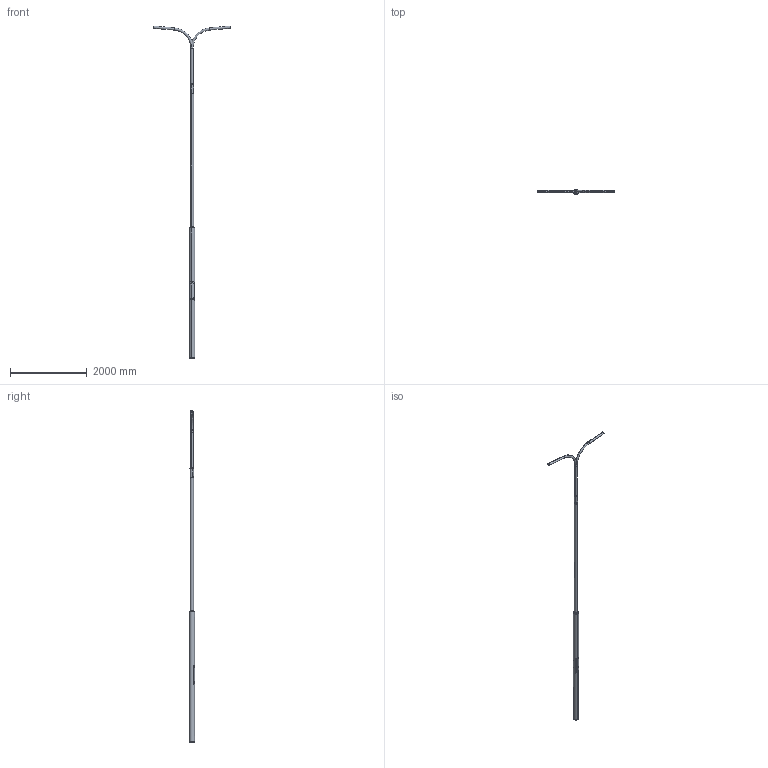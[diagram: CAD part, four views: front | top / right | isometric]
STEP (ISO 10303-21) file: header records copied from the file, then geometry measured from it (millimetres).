
FILE_DESCRIPTION (( 'STEP AP214' ), '1' );
FILE_NAME ('110600KGXS T110B108O 4608154 T-VARTINEN OLAKEPYLVÄS_3D.step', '2022-05-28T14:32:55', ( '' ), ( '' ), 'SwSTEP 2.0', 'SolidWorks 2021', '' );
FILE_SCHEMA (( 'AUTOMOTIVE_DESIGN' ));
Length unit declared in the file: millimetre
Products named in the file (15): socket set screw cone point_din_DIN 914 - M10 x 25-N; SOVITERENGAS OLAKEVARSI_SOVITERENGAS D60-D89; YKSI R_KYTKENTÄAUKON LUUKKU_LUUKKU D139,7; OLAKEVARREN LATTA_LATTA 3X9,5X200; OLAKE T-VARREN LYHYEMPI AIHIO_T110BO; 110600KGXS T110B108O 4608154 T-VARTINEN OLAKEPYLVÄS_3D; socket head cap screw_din_DIN 912 M6 x 16 --- 16N; 139,7X3,6 PY烼E鵬UTKI-TYVI_139,7X3,6 TYVIPUTKI-3400; socket set screw cone point_din_DIN 914 - M10 x 20-N; KYTKENTÄAUKON LATTARAUTA_LATTA 4X20X100; T-OLAKEVARSI_T110BO; 88,9X3,2 PY烼E鵬UTKI-LATVA_88,9X3,2 LATVAPUTKI-3700; LATTA 5X16X460 KYTKENTÄAUKON VAHVIKE_C 1; OLAKERUNKO_B108O; OLAKE T-VARREN PIDEMPI AIHIO_T110BO
Assembly tree (22 placements, depth 3):
  110600KGXS T110B108O 4608154 T-VARTINEN OLAKEPYLVÄS_3D
    OLAKERUNKO_B108O
      139,7X3,6 PY烼E鵬UTKI-TYVI_139,7X3,6 TYVIPUTKI-3400
      88,9X3,2 PY烼E鵬UTKI-LATVA_88,9X3,2 LATVAPUTKI-3700
      socket set screw cone point_din_DIN 914 - M10 x 25-N
      socket set screw cone point_din_DIN 914 - M10 x 20-N  x2
      YKSI R_KYTKENTÄAUKON LUUKKU_LUUKKU D139,7
      socket head cap screw_din_DIN 912 M6 x 16 --- 16N  x4
      KYTKENTÄAUKON LATTARAUTA_LATTA 4X20X100  x2
      LATTA 5X16X460 KYTKENTÄAUKON VAHVIKE_C 1  x2
    T-OLAKEVARSI_T110BO
      OLAKE T-VARREN PIDEMPI AIHIO_T110BO
      OLAKE T-VARREN LYHYEMPI AIHIO_T110BO
      SOVITERENGAS OLAKEVARSI_SOVITERENGAS D60-D89
      OLAKEVARREN LATTA_LATTA 3X9,5X200  x3
Bounding box: 2005.26 x 147.2 x 8630.04 mm (x, y, z)
Volume: 10441800.5 mm3; surface area: 6381623.3 mm2
Topology: 20 solids, 20 shells, 323 faces, 761 edges, 466 vertices
Faces by surface type: plane 155, cylinder 84, cone 52, torus 27, bspline 5
Entity records: 10510 total; most frequent: CARTESIAN_POINT 5086, DIRECTION 1012, ORIENTED_EDGE 998, EDGE_CURVE 499, AXIS2_PLACEMENT_3D 379, VERTEX_POINT 311, VECTOR 254, LINE 254
